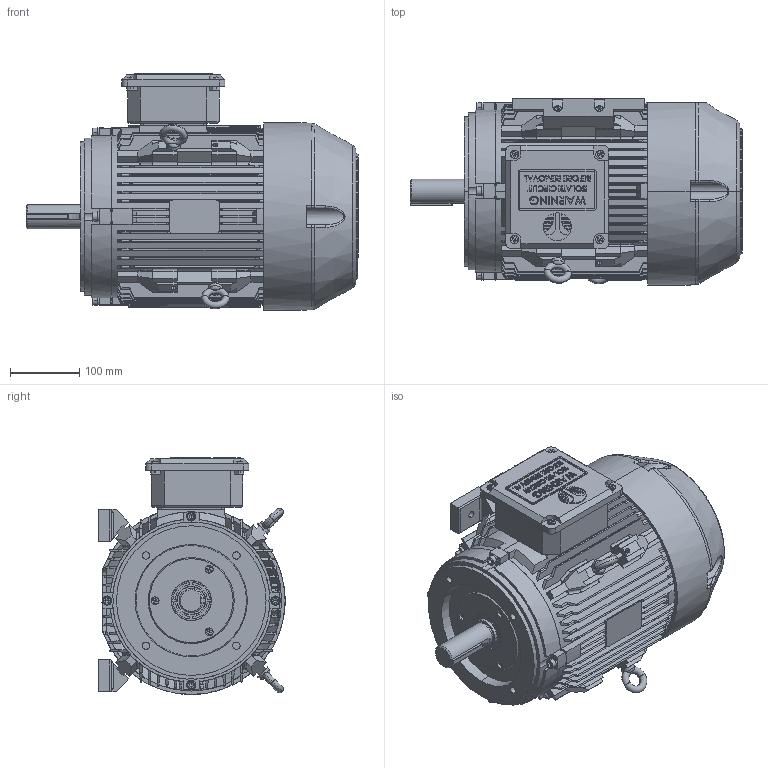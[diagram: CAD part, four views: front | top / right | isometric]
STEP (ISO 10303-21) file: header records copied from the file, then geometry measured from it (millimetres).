
FILE_DESCRIPTION (( 'STEP AP203' ), '1' );
FILE_NAME ('TFCR 213T Kic C 俋倛芞F1-CFC.STEP', '2025-06-12T02:44:54', ( '' ), ( '' ), 'SwSTEP 2.0', 'SolidWorks 2016', '' );
FILE_SCHEMA (( 'CONFIG_CONTROL_DESIGN' ));
Length unit declared in the file: millimetre
Products named in the file (23): NEMA 213 菁褐; 蚐猾40-58-7; TC 132S B5 儂釱; 180-210T諉盄碟釱菜; TFCR 213T Kic C 俋倛芞F1-CFC; M5-8 a; TFC210T 蚾饜极; 6308; 132瑞珔; TX 132翉沺瑞欶蹟邡; TX 132翉沺瑞欶2017; 210Tす瑩; NEMA 210TKit C楊擘; 213T蛌粣; M8-30; 8; ﾐﾂNEMA180-210Tｽﾓﾏﾟｺﾐｸﾇ; TC 132 B3 傷裔; 新NEMA180-210T接线盒座 - 单孔; M5-12; 裂遠M8; NEMA 180-210諉盄碟裔菜; 213T 蛌赽
Assembly tree (48 placements, depth 3):
  TFCR 213T Kic C 俋倛芞F1-CFC
    TC 132 B3 傷裔
    蚐猾40-58-7  x2
    NEMA 210TKit C楊擘
    132瑞珔
    8  x8
    M8-30  x8
    裂遠M8  x2
    210Tす瑩
    TC 132S B5 儂釱
    NEMA 213 菁褐  x2
    213T 蛌赽
      213T蛌粣
      6308  x2
    TFC210T 蚾饜极
      新NEMA180-210T接线盒座 - 单孔
      NEMA 180-210諉盄碟裔菜
      ﾐﾂNEMA180-210Tｽﾓﾏﾟｺﾐｸﾇ
      M5-12  x4
    180-210T諉盄碟釱菜
    M5-8 a  x3
    TX 132翉沺瑞欶蹟邡  x4
    TX 132翉沺瑞欶2017
Bounding box: 479.1 x 268.84 x 342 mm (x, y, z)
Volume: 5322226.4 mm3; surface area: 1756206.7 mm2
Topology: 46 solids, 46 shells, 3722 faces, 9698 edges, 6160 vertices
Faces by surface type: plane 1756, cylinder 1129, cone 303, torus 287, bspline 245, sphere 2
Entity records: 119359 total; most frequent: CARTESIAN_POINT 40817, ORIENTED_EDGE 16538, DIRECTION 14635, EDGE_CURVE 8269, VERTEX_POINT 5308, AXIS2_PLACEMENT_3D 5109, VECTOR 4417, LINE 4417
